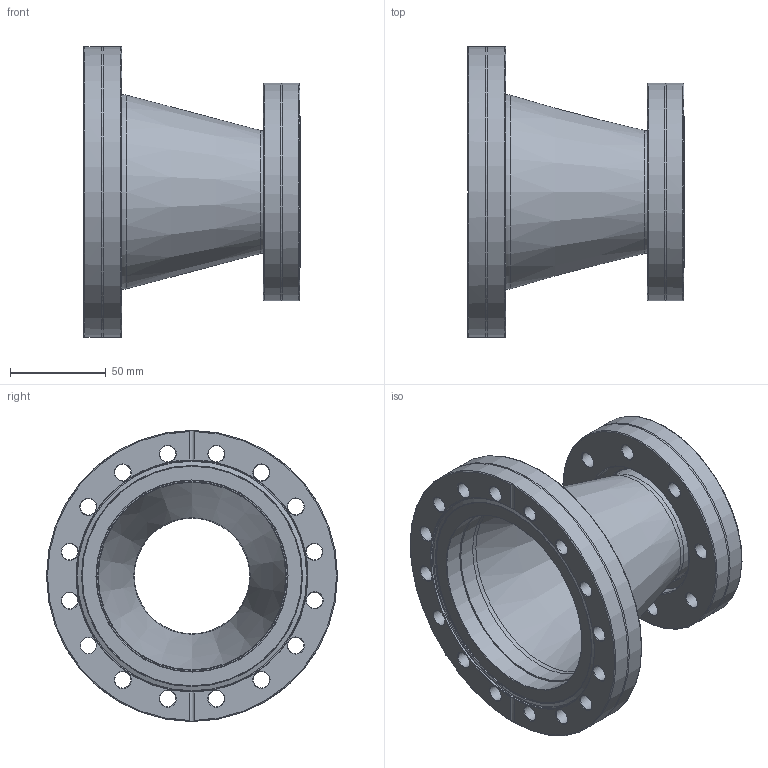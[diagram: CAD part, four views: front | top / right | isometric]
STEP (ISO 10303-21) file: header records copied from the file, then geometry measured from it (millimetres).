
FILE_DESCRIPTION (( 'STEP AP214' ), '1' );
FILE_NAME ('RC1CF10063RFULLVAC.STEP', '2025-01-16T13:22:03', ( '' ), ( '' ), 'SwSTEP 2.0', 'SolidWorks 2017', '' );
FILE_SCHEMA (( 'AUTOMOTIVE_DESIGN' ));
Length unit declared in the file: millimetre
Products named in the file (5): CF100; RC1CF10063RFULLVAC; ADAPTBROT63; RC10063-90; CF63R
Assembly tree (4 placements, depth 2):
  RC1CF10063RFULLVAC
    RC10063-90
    CF100
    ADAPTBROT63
    CF63R
Bounding box: 112.97 x 151.6 x 151.6 mm (x, y, z)
Volume: 333918 mm3; surface area: 126426.7 mm2
Topology: 4 solids, 4 shells, 146 faces, 354 edges, 213 vertices
Faces by surface type: cone 55, cylinder 44, torus 28, plane 14, bspline 5
Full cylindrical faces by diameter (mm): 8.43 x24, 60.2 x1, 62 x1, 63.5 x1, 64.01 x1, 72.39 x1, 82.45 x1, 82.55 x1, 98.3 x1, 99.6 x1, 101.6 x1, 101.85 x1, 113.5 x2, 120.65 x1, 151.6 x2
Entity records: 4704 total; most frequent: CARTESIAN_POINT 1584, DIRECTION 648, ORIENTED_EDGE 420, AXIS2_PLACEMENT_3D 320, EDGE_LOOP 319, FACE_OUTER_BOUND 211, EDGE_CURVE 210, VERTEX_POINT 189
